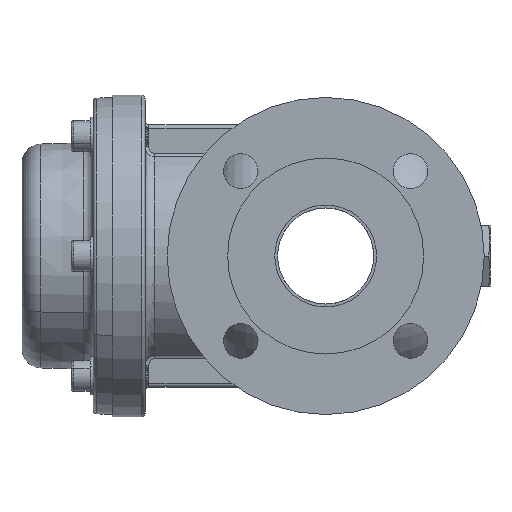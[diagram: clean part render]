
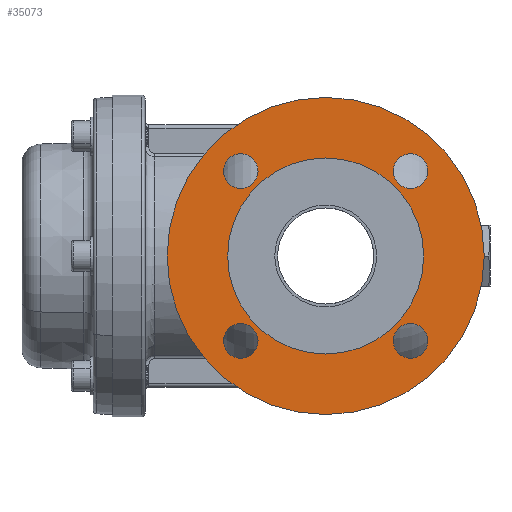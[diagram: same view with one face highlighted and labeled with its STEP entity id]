
A CAD part, left-side view. The second image highlights one B-rep face of the part: STEP entity #35073.
In plain terms, the highlighted planar face has unit normal (-1, 0, 0).
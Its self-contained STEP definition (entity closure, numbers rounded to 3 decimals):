
#217 = DIRECTION ( 'NONE',  ( 0., 0., -1. ) ) ;
#323 = CARTESIAN_POINT ( 'NONE',  ( -102., -44.194, -44.194 ) ) ;
#977 = CARTESIAN_POINT ( 'NONE',  ( -102., 0., 0. ) ) ;
#2331 = EDGE_LOOP ( 'NONE', ( #15266, #31487 ) ) ;
#2427 = FACE_BOUND ( 'NONE', #39617, .T. ) ;
#2551 = EDGE_CURVE ( 'NONE', #3130, #27444, #34810, .T. ) ;
#2671 = AXIS2_PLACEMENT_3D ( 'NONE', #323, #8335, #48082 ) ;
#2863 = EDGE_CURVE ( 'NONE', #15108, #20167, #41671, .T. ) ;
#2979 = EDGE_LOOP ( 'NONE', ( #45096, #6830 ) ) ;
#3130 = VERTEX_POINT ( 'NONE', #37643 ) ;
#3527 = EDGE_CURVE ( 'NONE', #27444, #3130, #7359, .T. ) ;
#3862 = EDGE_CURVE ( 'NONE', #33029, #20675, #47881, .T. ) ;
#4569 = VERTEX_POINT ( 'NONE', #5114 ) ;
#4724 = AXIS2_PLACEMENT_3D ( 'NONE', #40734, #32727, #24862 ) ;
#5114 = CARTESIAN_POINT ( 'NONE',  ( -102., 0., -51. ) ) ;
#5693 = ORIENTED_EDGE ( 'NONE', *, *, #2551, .F. ) ;
#5936 = EDGE_CURVE ( 'NONE', #50549, #29494, #12917, .T. ) ;
#6028 = ORIENTED_EDGE ( 'NONE', *, *, #14143, .T. ) ;
#6625 = EDGE_CURVE ( 'NONE', #38931, #15406, #33473, .T. ) ;
#6691 = CARTESIAN_POINT ( 'NONE',  ( -102., 0., 0. ) ) ;
#6830 = ORIENTED_EDGE ( 'NONE', *, *, #2863, .T. ) ;
#7359 = CIRCLE ( 'NONE', #4724, 82.5 ) ;
#7755 = PLANE ( 'NONE',  #37007 ) ;
#8138 = EDGE_LOOP ( 'NONE', ( #5693, #18878 ) ) ;
#8335 = DIRECTION ( 'NONE',  ( 1., 0., 0. ) ) ;
#9481 = EDGE_CURVE ( 'NONE', #20675, #33029, #30278, .T. ) ;
#9631 = DIRECTION ( 'NONE',  ( 0., 0., -1. ) ) ;
#10538 = FACE_BOUND ( 'NONE', #2979, .T. ) ;
#11058 = DIRECTION ( 'NONE',  ( 0., 0., -1. ) ) ;
#11226 = DIRECTION ( 'NONE',  ( 1., 0., 0. ) ) ;
#12423 = AXIS2_PLACEMENT_3D ( 'NONE', #35076, #11226, #39099 ) ;
#12452 = CARTESIAN_POINT ( 'NONE',  ( -102., 44.194, -53.194 ) ) ;
#12917 = CIRCLE ( 'NONE', #15072, 9. ) ;
#13206 = EDGE_LOOP ( 'NONE', ( #17805, #33718 ) ) ;
#13836 = CARTESIAN_POINT ( 'NONE',  ( -102., -44.194, 35.194 ) ) ;
#14143 = EDGE_CURVE ( 'NONE', #29494, #50549, #14557, .T. ) ;
#14557 = CIRCLE ( 'NONE', #2671, 9. ) ;
#14743 = CARTESIAN_POINT ( 'NONE',  ( -102., 44.194, 35.194 ) ) ;
#15006 = CARTESIAN_POINT ( 'NONE',  ( -102., -44.194, -35.194 ) ) ;
#15072 = AXIS2_PLACEMENT_3D ( 'NONE', #33506, #21785, #9631 ) ;
#15108 = VERTEX_POINT ( 'NONE', #14743 ) ;
#15130 = DIRECTION ( 'NONE',  ( 0., 0., -1. ) ) ;
#15266 = ORIENTED_EDGE ( 'NONE', *, *, #25233, .T. ) ;
#15406 = VERTEX_POINT ( 'NONE', #51321 ) ;
#15842 = CARTESIAN_POINT ( 'NONE',  ( -102., -44.194, 53.194 ) ) ;
#16905 = AXIS2_PLACEMENT_3D ( 'NONE', #44307, #48645, #24215 ) ;
#17805 = ORIENTED_EDGE ( 'NONE', *, *, #41000, .T. ) ;
#18156 = CARTESIAN_POINT ( 'NONE',  ( -102., 0., -82.5 ) ) ;
#18243 = DIRECTION ( 'NONE',  ( 1., 0., 0. ) ) ;
#18762 = ORIENTED_EDGE ( 'NONE', *, *, #5936, .T. ) ;
#18878 = ORIENTED_EDGE ( 'NONE', *, *, #3527, .F. ) ;
#19916 = CARTESIAN_POINT ( 'NONE',  ( -102., 0., 0. ) ) ;
#20159 = CIRCLE ( 'NONE', #39224, 51. ) ;
#20167 = VERTEX_POINT ( 'NONE', #25209 ) ;
#20558 = DIRECTION ( 'NONE',  ( 1., 0., 0. ) ) ;
#20675 = VERTEX_POINT ( 'NONE', #13836 ) ;
#21234 = CIRCLE ( 'NONE', #44700, 9. ) ;
#21785 = DIRECTION ( 'NONE',  ( 1., 0., 0. ) ) ;
#22605 = VERTEX_POINT ( 'NONE', #45743 ) ;
#23234 = DIRECTION ( 'NONE',  ( 0., 0., -1. ) ) ;
#23766 = DIRECTION ( 'NONE',  ( -1., 0., 0. ) ) ;
#24067 = CARTESIAN_POINT ( 'NONE',  ( -102., 44.194, -44.194 ) ) ;
#24215 = DIRECTION ( 'NONE',  ( 0., 0., -1. ) ) ;
#24830 = DIRECTION ( 'NONE',  ( 1., 0., 0. ) ) ;
#24862 = DIRECTION ( 'NONE',  ( 0., 0., -1. ) ) ;
#25209 = CARTESIAN_POINT ( 'NONE',  ( -102., 44.194, 53.194 ) ) ;
#25233 = EDGE_CURVE ( 'NONE', #22605, #4569, #20159, .T. ) ;
#25350 = DIRECTION ( 'NONE',  ( 0., 0., -1. ) ) ;
#26303 = DIRECTION ( 'NONE',  ( 0., 0., -1. ) ) ;
#26867 = CARTESIAN_POINT ( 'NONE',  ( -102., -44.194, -53.194 ) ) ;
#27444 = VERTEX_POINT ( 'NONE', #18156 ) ;
#28968 = DIRECTION ( 'NONE',  ( 1., 0., 0. ) ) ;
#29068 = AXIS2_PLACEMENT_3D ( 'NONE', #31937, #28968, #44336 ) ;
#29494 = VERTEX_POINT ( 'NONE', #15006 ) ;
#30276 = EDGE_CURVE ( 'NONE', #20167, #15108, #21234, .T. ) ;
#30278 = CIRCLE ( 'NONE', #16905, 9. ) ;
#30353 = CIRCLE ( 'NONE', #34264, 9. ) ;
#31487 = ORIENTED_EDGE ( 'NONE', *, *, #31863, .T. ) ;
#31789 = DIRECTION ( 'NONE',  ( 1., 0., 0. ) ) ;
#31863 = EDGE_CURVE ( 'NONE', #4569, #22605, #42442, .T. ) ;
#31937 = CARTESIAN_POINT ( 'NONE',  ( -102., 44.194, 44.194 ) ) ;
#32727 = DIRECTION ( 'NONE',  ( 1., 0., 0. ) ) ;
#33029 = VERTEX_POINT ( 'NONE', #15842 ) ;
#33473 = CIRCLE ( 'NONE', #12423, 9. ) ;
#33506 = CARTESIAN_POINT ( 'NONE',  ( -102., -44.194, -44.194 ) ) ;
#33718 = ORIENTED_EDGE ( 'NONE', *, *, #6625, .T. ) ;
#34146 = CARTESIAN_POINT ( 'NONE',  ( -102., -44.194, 44.194 ) ) ;
#34264 = AXIS2_PLACEMENT_3D ( 'NONE', #24067, #20558, #217 ) ;
#34810 = CIRCLE ( 'NONE', #38345, 82.5 ) ;
#35012 = CARTESIAN_POINT ( 'NONE',  ( -102., 44.194, 44.194 ) ) ;
#35073 = ADVANCED_FACE ( 'NONE', ( #10538, #44859, #2427, #42351, #37989, #43607 ), #7755, .T. ) ;
#35076 = CARTESIAN_POINT ( 'NONE',  ( -102., 44.194, -44.194 ) ) ;
#35356 = DIRECTION ( 'NONE',  ( 1., 0., 0. ) ) ;
#35798 = DIRECTION ( 'NONE',  ( 0., 0., -1. ) ) ;
#36707 = ORIENTED_EDGE ( 'NONE', *, *, #9481, .T. ) ;
#37007 = AXIS2_PLACEMENT_3D ( 'NONE', #51341, #23766, #35798 ) ;
#37425 = ORIENTED_EDGE ( 'NONE', *, *, #3862, .T. ) ;
#37643 = CARTESIAN_POINT ( 'NONE',  ( -102., 0., 82.5 ) ) ;
#37925 = EDGE_LOOP ( 'NONE', ( #37425, #36707 ) ) ;
#37989 = FACE_OUTER_BOUND ( 'NONE', #8138, .T. ) ;
#38345 = AXIS2_PLACEMENT_3D ( 'NONE', #6691, #39257, #11058 ) ;
#38931 = VERTEX_POINT ( 'NONE', #12452 ) ;
#39099 = DIRECTION ( 'NONE',  ( 0., 0., -1. ) ) ;
#39224 = AXIS2_PLACEMENT_3D ( 'NONE', #977, #24830, #25350 ) ;
#39257 = DIRECTION ( 'NONE',  ( 1., 0., 0. ) ) ;
#39617 = EDGE_LOOP ( 'NONE', ( #6028, #18762 ) ) ;
#40734 = CARTESIAN_POINT ( 'NONE',  ( -102., 0., 0. ) ) ;
#41000 = EDGE_CURVE ( 'NONE', #15406, #38931, #30353, .T. ) ;
#41671 = CIRCLE ( 'NONE', #29068, 9. ) ;
#42351 = FACE_BOUND ( 'NONE', #13206, .T. ) ;
#42442 = CIRCLE ( 'NONE', #44397, 51. ) ;
#43607 = FACE_BOUND ( 'NONE', #2331, .T. ) ;
#44307 = CARTESIAN_POINT ( 'NONE',  ( -102., -44.194, 44.194 ) ) ;
#44336 = DIRECTION ( 'NONE',  ( 0., 0., -1. ) ) ;
#44397 = AXIS2_PLACEMENT_3D ( 'NONE', #19916, #31789, #23234 ) ;
#44700 = AXIS2_PLACEMENT_3D ( 'NONE', #35012, #35356, #15130 ) ;
#44859 = FACE_BOUND ( 'NONE', #37925, .T. ) ;
#45096 = ORIENTED_EDGE ( 'NONE', *, *, #30276, .T. ) ;
#45743 = CARTESIAN_POINT ( 'NONE',  ( -102., 0., 51. ) ) ;
#47881 = CIRCLE ( 'NONE', #51147, 9. ) ;
#48082 = DIRECTION ( 'NONE',  ( 0., 0., -1. ) ) ;
#48645 = DIRECTION ( 'NONE',  ( 1., 0., 0. ) ) ;
#50549 = VERTEX_POINT ( 'NONE', #26867 ) ;
#51147 = AXIS2_PLACEMENT_3D ( 'NONE', #34146, #18243, #26303 ) ;
#51321 = CARTESIAN_POINT ( 'NONE',  ( -102., 44.194, -35.194 ) ) ;
#51341 = CARTESIAN_POINT ( 'NONE',  ( -102., 0., 0. ) ) ;
